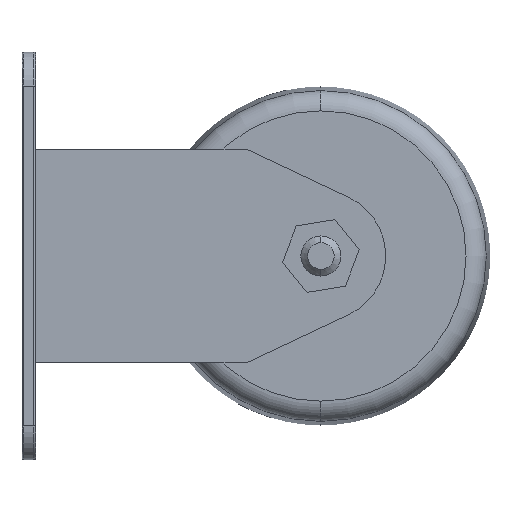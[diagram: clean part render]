
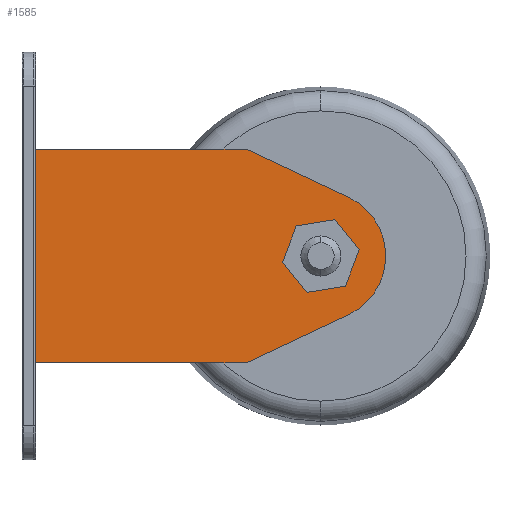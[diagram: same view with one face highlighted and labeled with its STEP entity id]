
A CAD part, left-side view. The second image highlights one B-rep face of the part: STEP entity #1585.
In plain terms, the highlighted planar face has unit normal (-1, 0, 0).
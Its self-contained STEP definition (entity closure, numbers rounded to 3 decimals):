
#8 = EDGE_CURVE ( 'NONE', #479, #3222, #2220, .T. ) ;
#37 = LINE ( 'NONE', #1207, #641 ) ;
#45 = CARTESIAN_POINT ( 'NONE',  ( -19., -48.067, -8.641 ) ) ;
#47 = EDGE_CURVE ( 'NONE', #161, #3285, #780, .T. ) ;
#52 = VECTOR ( 'NONE', #1202, 1000. ) ;
#58 = CARTESIAN_POINT ( 'NONE',  ( -19., -41.968, -5.345 ) ) ;
#140 = VERTEX_POINT ( 'NONE', #1148 ) ;
#161 = VERTEX_POINT ( 'NONE', #2508 ) ;
#184 = ORIENTED_EDGE ( 'NONE', *, *, #2495, .F. ) ;
#231 = CARTESIAN_POINT ( 'NONE',  ( -19., -49.645, 0.913 ) ) ;
#266 = ORIENTED_EDGE ( 'NONE', *, *, #1293, .F. ) ;
#298 = ORIENTED_EDGE ( 'NONE', *, *, #2141, .F. ) ;
#299 = DIRECTION ( 'NONE',  ( 0., 0.905, 0.426 ) ) ;
#329 = CARTESIAN_POINT ( 'NONE',  ( -19., -41.968, -5.345 ) ) ;
#397 = LINE ( 'NONE', #2459, #1609 ) ;
#407 = ORIENTED_EDGE ( 'NONE', *, *, #1180, .F. ) ;
#449 = EDGE_CURVE ( 'NONE', #835, #161, #2185, .T. ) ;
#462 = DIRECTION ( 'NONE',  ( 0., 1., 0. ) ) ;
#479 = VERTEX_POINT ( 'NONE', #58 ) ;
#523 = FACE_BOUND ( 'NONE', #1662, .T. ) ;
#525 = ORIENTED_EDGE ( 'NONE', *, *, #1733, .T. ) ;
#571 = CARTESIAN_POINT ( 'NONE',  ( -19., -75.568, -4.301 ) ) ;
#641 = VECTOR ( 'NONE', #2247, 1000. ) ;
#644 = CARTESIAN_POINT ( 'NONE',  ( -19., -2., -15.74 ) ) ;
#659 = DIRECTION ( 'NONE',  ( 0., 0., -1. ) ) ;
#684 = ORIENTED_EDGE ( 'NONE', *, *, #3155, .T. ) ;
#780 = LINE ( 'NONE', #890, #52 ) ;
#835 = VERTEX_POINT ( 'NONE', #3395 ) ;
#889 = LINE ( 'NONE', #3411, #1811 ) ;
#890 = CARTESIAN_POINT ( 'NONE',  ( -19., -46.032, 5.345 ) ) ;
#934 = ORIENTED_EDGE ( 'NONE', *, *, #2632, .T. ) ;
#939 = CARTESIAN_POINT ( 'NONE',  ( -19., -47.613, -4.432 ) ) ;
#948 = CARTESIAN_POINT ( 'NONE',  ( -19., -40.387, 4.432 ) ) ;
#955 = VECTOR ( 'NONE', #1046, 1000. ) ;
#1033 = VECTOR ( 'NONE', #1302, 1000. ) ;
#1046 = DIRECTION ( 'NONE',  ( 0., 0.632, 0.775 ) ) ;
#1057 = EDGE_CURVE ( 'NONE', #1061, #479, #2738, .T. ) ;
#1061 = VERTEX_POINT ( 'NONE', #2745 ) ;
#1148 = CARTESIAN_POINT ( 'NONE',  ( -19., -48.067, 8.641 ) ) ;
#1180 = EDGE_CURVE ( 'NONE', #140, #1813, #1608, .T. ) ;
#1187 = ORIENTED_EDGE ( 'NONE', *, *, #47, .F. ) ;
#1191 = DIRECTION ( 'NONE',  ( 0., -0.355, 0.935 ) ) ;
#1193 = VERTEX_POINT ( 'NONE', #644 ) ;
#1202 = DIRECTION ( 'NONE',  ( 0., 0.987, -0.16 ) ) ;
#1207 = CARTESIAN_POINT ( 'NONE',  ( -19., -87.697, 10.009 ) ) ;
#1293 = EDGE_CURVE ( 'NONE', #1813, #3167, #37, .T. ) ;
#1302 = DIRECTION ( 'NONE',  ( 0., -0.632, -0.775 ) ) ;
#1376 = CARTESIAN_POINT ( 'NONE',  ( -19., -85., 15.74 ) ) ;
#1585 = ADVANCED_FACE ( 'NONE', ( #2662, #523 ), #1617, .F. ) ;
#1608 = CIRCLE ( 'NONE', #3343, 9.55 ) ;
#1609 = VECTOR ( 'NONE', #2736, 1000. ) ;
#1617 = PLANE ( 'NONE',  #3319 ) ;
#1618 = ORIENTED_EDGE ( 'NONE', *, *, #449, .F. ) ;
#1662 = EDGE_LOOP ( 'NONE', ( #184, #2516, #2542, #3276, #1187, #1618 ) ) ;
#1713 = DIRECTION ( 'NONE',  ( 1., 0., 0. ) ) ;
#1733 = EDGE_CURVE ( 'NONE', #140, #2196, #1774, .T. ) ;
#1774 = LINE ( 'NONE', #571, #2237 ) ;
#1794 = EDGE_CURVE ( 'NONE', #3285, #1061, #397, .T. ) ;
#1796 = CARTESIAN_POINT ( 'NONE',  ( -19., -32.982, 15.74 ) ) ;
#1804 = VECTOR ( 'NONE', #3292, 1000. ) ;
#1811 = VECTOR ( 'NONE', #462, 1000. ) ;
#1813 = VERTEX_POINT ( 'NONE', #45 ) ;
#1912 = DIRECTION ( 'NONE',  ( 1., 0., 0. ) ) ;
#2038 = VERTEX_POINT ( 'NONE', #2889 ) ;
#2120 = VECTOR ( 'NONE', #1191, 1000. ) ;
#2141 = EDGE_CURVE ( 'NONE', #3167, #1193, #889, .T. ) ;
#2164 = VECTOR ( 'NONE', #3264, 1000. ) ;
#2177 = DIRECTION ( 'NONE',  ( 0., 0., -1. ) ) ;
#2185 = LINE ( 'NONE', #231, #955 ) ;
#2196 = VERTEX_POINT ( 'NONE', #1796 ) ;
#2207 = LINE ( 'NONE', #2227, #2164 ) ;
#2212 = DIRECTION ( 'NONE',  ( 0., -0.987, 0.16 ) ) ;
#2220 = LINE ( 'NONE', #329, #3456 ) ;
#2227 = CARTESIAN_POINT ( 'NONE',  ( -19., -2., 15.74 ) ) ;
#2237 = VECTOR ( 'NONE', #299, 1000. ) ;
#2247 = DIRECTION ( 'NONE',  ( 0., 0.905, -0.426 ) ) ;
#2263 = CARTESIAN_POINT ( 'NONE',  ( -19., -44., 0. ) ) ;
#2269 = LINE ( 'NONE', #2473, #1804 ) ;
#2459 = CARTESIAN_POINT ( 'NONE',  ( -19., -40.387, 4.432 ) ) ;
#2463 = CARTESIAN_POINT ( 'NONE',  ( -19., -47.613, -4.432 ) ) ;
#2473 = CARTESIAN_POINT ( 'NONE',  ( -19., -85., 15.74 ) ) ;
#2474 = LINE ( 'NONE', #2463, #2120 ) ;
#2495 = EDGE_CURVE ( 'NONE', #3222, #835, #2474, .T. ) ;
#2508 = CARTESIAN_POINT ( 'NONE',  ( -19., -46.032, 5.345 ) ) ;
#2516 = ORIENTED_EDGE ( 'NONE', *, *, #8, .F. ) ;
#2542 = ORIENTED_EDGE ( 'NONE', *, *, #1057, .F. ) ;
#2632 = EDGE_CURVE ( 'NONE', #2038, #1193, #2207, .T. ) ;
#2662 = FACE_OUTER_BOUND ( 'NONE', #2677, .T. ) ;
#2677 = EDGE_LOOP ( 'NONE', ( #266, #407, #525, #684, #934, #298 ) ) ;
#2736 = DIRECTION ( 'NONE',  ( 0., 0.355, -0.935 ) ) ;
#2738 = LINE ( 'NONE', #2890, #1033 ) ;
#2745 = CARTESIAN_POINT ( 'NONE',  ( -19., -38.355, -0.913 ) ) ;
#2889 = CARTESIAN_POINT ( 'NONE',  ( -19., -2., 15.74 ) ) ;
#2890 = CARTESIAN_POINT ( 'NONE',  ( -19., -38.355, -0.913 ) ) ;
#3155 = EDGE_CURVE ( 'NONE', #2196, #2038, #2269, .T. ) ;
#3167 = VERTEX_POINT ( 'NONE', #3256 ) ;
#3222 = VERTEX_POINT ( 'NONE', #939 ) ;
#3256 = CARTESIAN_POINT ( 'NONE',  ( -19., -32.982, -15.74 ) ) ;
#3264 = DIRECTION ( 'NONE',  ( 0., 0., -1. ) ) ;
#3276 = ORIENTED_EDGE ( 'NONE', *, *, #1794, .F. ) ;
#3285 = VERTEX_POINT ( 'NONE', #948 ) ;
#3292 = DIRECTION ( 'NONE',  ( 0., 1., 0. ) ) ;
#3319 = AXIS2_PLACEMENT_3D ( 'NONE', #1376, #1912, #2177 ) ;
#3343 = AXIS2_PLACEMENT_3D ( 'NONE', #2263, #1713, #659 ) ;
#3395 = CARTESIAN_POINT ( 'NONE',  ( -19., -49.645, 0.913 ) ) ;
#3411 = CARTESIAN_POINT ( 'NONE',  ( -19., -85., -15.74 ) ) ;
#3456 = VECTOR ( 'NONE', #2212, 1000. ) ;
